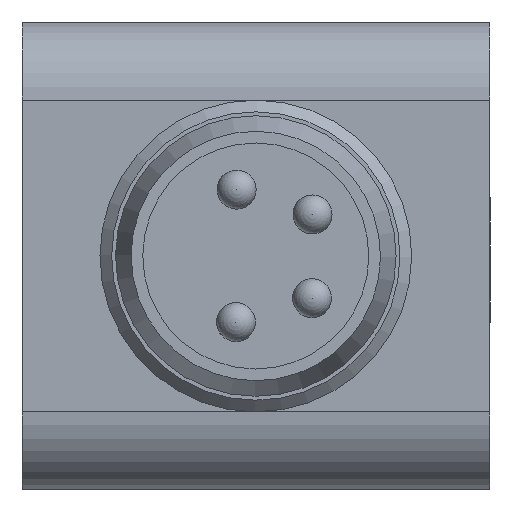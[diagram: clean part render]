
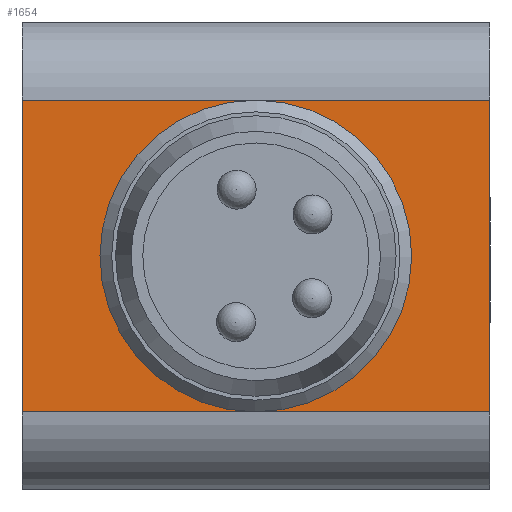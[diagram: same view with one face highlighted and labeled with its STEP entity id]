
A CAD part, left-side view. The second image highlights one B-rep face of the part: STEP entity #1654.
In plain terms, the highlighted planar face has unit normal (-1, 0, 0).
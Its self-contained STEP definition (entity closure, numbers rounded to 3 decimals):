
#124=FACE_BOUND('',#487,.T.);
#255=CIRCLE('',#1789,3.35);
#382=FACE_OUTER_BOUND('',#486,.T.);
#486=EDGE_LOOP('',(#1159,#1160,#1161,#1162));
#487=EDGE_LOOP('',(#1163));
#624=LINE('',#2596,#689);
#625=LINE('',#2598,#690);
#626=LINE('',#2600,#691);
#627=LINE('',#2601,#692);
#689=VECTOR('',#2047,10.);
#690=VECTOR('',#2048,10.);
#691=VECTOR('',#2049,10.);
#692=VECTOR('',#2050,10.);
#759=VERTEX_POINT('',#2594);
#760=VERTEX_POINT('',#2595);
#761=VERTEX_POINT('',#2597);
#762=VERTEX_POINT('',#2599);
#763=VERTEX_POINT('',#2602);
#920=EDGE_CURVE('',#759,#760,#624,.T.);
#921=EDGE_CURVE('',#759,#761,#625,.T.);
#922=EDGE_CURVE('',#762,#761,#626,.T.);
#923=EDGE_CURVE('',#760,#762,#627,.T.);
#924=EDGE_CURVE('',#763,#763,#255,.T.);
#1159=ORIENTED_EDGE('',*,*,#920,.F.);
#1160=ORIENTED_EDGE('',*,*,#921,.T.);
#1161=ORIENTED_EDGE('',*,*,#922,.F.);
#1162=ORIENTED_EDGE('',*,*,#923,.F.);
#1163=ORIENTED_EDGE('',*,*,#924,.F.);
#1618=PLANE('',#1788);
#1654=ADVANCED_FACE('',(#382,#124),#1618,.T.);
#1788=AXIS2_PLACEMENT_3D('',#2593,#2045,#2046);
#1789=AXIS2_PLACEMENT_3D('',#2603,#2051,#2052);
#2045=DIRECTION('center_axis',(-1.,0.,0.));
#2046=DIRECTION('ref_axis',(0.,1.,0.));
#2047=DIRECTION('',(0.,-1.,0.));
#2048=DIRECTION('',(0.,0.,-1.));
#2049=DIRECTION('',(0.,1.,0.));
#2050=DIRECTION('',(0.,0.,-1.));
#2051=DIRECTION('center_axis',(-1.,0.,0.));
#2052=DIRECTION('ref_axis',(0.,1.,0.006));
#2593=CARTESIAN_POINT('Origin',(-37.5,-6.,0.));
#2594=CARTESIAN_POINT('',(-37.5,6.,-2.));
#2595=CARTESIAN_POINT('',(-37.5,-6.,-2.));
#2596=CARTESIAN_POINT('',(-37.5,-3.,-2.));
#2597=CARTESIAN_POINT('',(-37.5,6.,-10.));
#2598=CARTESIAN_POINT('',(-37.5,6.,0.));
#2599=CARTESIAN_POINT('',(-37.5,-6.,-10.));
#2600=CARTESIAN_POINT('',(-37.5,-3.,-10.));
#2601=CARTESIAN_POINT('',(-37.5,-6.,0.));
#2602=CARTESIAN_POINT('',(-37.5,-3.35,-6.019));
#2603=CARTESIAN_POINT('Origin',(-37.5,0.,-6.));
